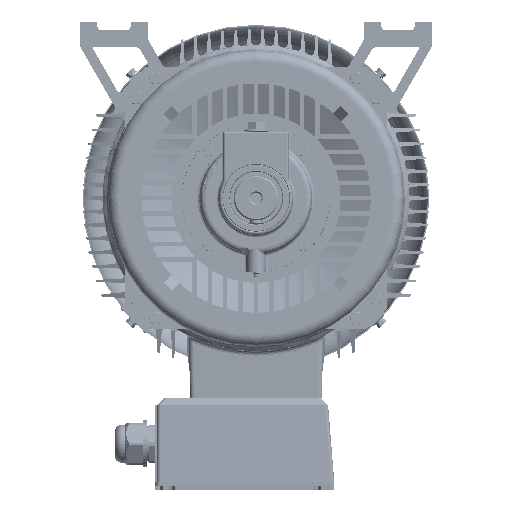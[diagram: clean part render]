
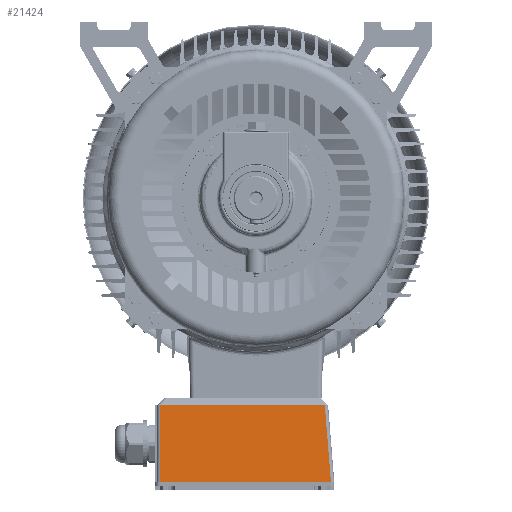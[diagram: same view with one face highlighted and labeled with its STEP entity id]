
A CAD part, left-side view. The second image highlights one B-rep face of the part: STEP entity #21424.
In plain terms, the highlighted planar face has unit normal (-0.999, 0, 0.051).
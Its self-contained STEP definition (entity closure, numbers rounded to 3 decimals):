
#222=(
BOUNDED_CURVE()
B_SPLINE_CURVE(3,(#311926,#311927,#311928,#311929),.UNSPECIFIED.,.F.,.F.)
B_SPLINE_CURVE_WITH_KNOTS((4,4),(0.,1.),.UNSPECIFIED.)
CURVE()
GEOMETRIC_REPRESENTATION_ITEM()
RATIONAL_B_SPLINE_CURVE((1.,1.,1.,1.))
REPRESENTATION_ITEM('')
);
#2586=FACE_OUTER_BOUND('',#40767,.T.);
#13625=PLANE('',#222067);
#21424=ADVANCED_FACE('',(#2586),#13625,.T.);
#40767=EDGE_LOOP('',(#55654,#55655,#55656,#55657,#55658,#55659));
#55654=ORIENTED_EDGE('',*,*,#141044,.T.);
#55655=ORIENTED_EDGE('',*,*,#141045,.T.);
#55656=ORIENTED_EDGE('',*,*,#141046,.F.);
#55657=ORIENTED_EDGE('',*,*,#141047,.F.);
#55658=ORIENTED_EDGE('',*,*,#141048,.T.);
#55659=ORIENTED_EDGE('',*,*,#141029,.F.);
#119426=VERTEX_POINT('',#311881);
#119427=VERTEX_POINT('',#311882);
#119438=VERTEX_POINT('',#311925);
#119439=VERTEX_POINT('',#311930);
#119440=VERTEX_POINT('',#311932);
#119441=VERTEX_POINT('',#311934);
#141029=EDGE_CURVE('',#119426,#119427,#184177,.T.);
#141044=EDGE_CURVE('',#119426,#119438,#184187,.T.);
#141045=EDGE_CURVE('',#119438,#119439,#222,.T.);
#141046=EDGE_CURVE('',#119440,#119439,#184188,.T.);
#141047=EDGE_CURVE('',#119441,#119440,#184189,.T.);
#141048=EDGE_CURVE('',#119441,#119427,#184190,.T.);
#184177=LINE('',#311880,#203100);
#184187=LINE('',#311924,#203110);
#184188=LINE('',#311931,#203111);
#184189=LINE('',#311933,#203112);
#184190=LINE('',#311935,#203113);
#203100=VECTOR('',#245265,1.);
#203110=VECTOR('',#245279,1.);
#203111=VECTOR('',#245280,1.);
#203112=VECTOR('',#245281,1.);
#203113=VECTOR('',#245282,1.);
#222067=AXIS2_PLACEMENT_3D('',#311936,#245283,#245284);
#245265=DIRECTION('',(0.,1.,0.));
#245279=DIRECTION('',(0.051,0.08,0.996));
#245280=DIRECTION('',(0.,-1.,0.));
#245281=DIRECTION('',(0.,-1.,0.));
#245282=DIRECTION('',(-0.051,0.,-0.999));
#245283=DIRECTION('',(-0.999,0.,0.051));
#245284=DIRECTION('',(0.051,0.,0.999));
#311880=CARTESIAN_POINT('',(-5.583,507.783,-835.283));
#311881=CARTESIAN_POINT('',(-5.583,193.777,-835.283));
#311882=CARTESIAN_POINT('',(-5.583,498.783,-835.283));
#311924=CARTESIAN_POINT('',(1.393,204.739,-698.76));
#311925=CARTESIAN_POINT('',(1.417,204.777,-698.283));
#311926=CARTESIAN_POINT('',(1.417,204.777,-698.283));
#311927=CARTESIAN_POINT('',(1.417,204.783,-698.283));
#311928=CARTESIAN_POINT('',(1.417,204.788,-698.283));
#311929=CARTESIAN_POINT('',(1.417,204.793,-698.283));
#311930=CARTESIAN_POINT('',(1.417,204.793,-698.283));
#311931=CARTESIAN_POINT('',(1.417,508.783,-698.283));
#311932=CARTESIAN_POINT('',(1.417,498.772,-698.283));
#311933=CARTESIAN_POINT('',(1.417,508.783,-698.283));
#311934=CARTESIAN_POINT('',(1.417,498.783,-698.283));
#311935=CARTESIAN_POINT('',(-5.583,498.783,-835.283));
#311936=CARTESIAN_POINT('',(-5.583,508.783,-835.283));
